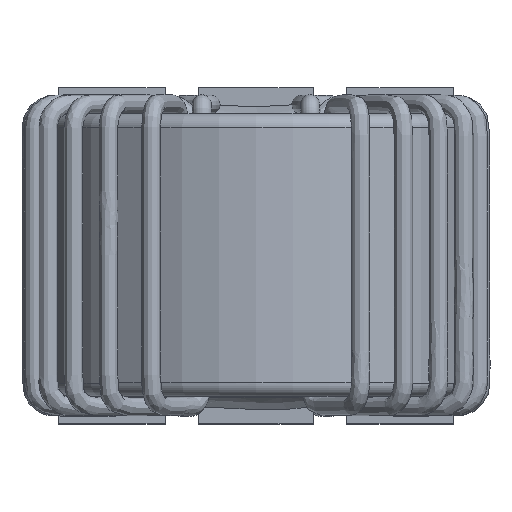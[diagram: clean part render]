
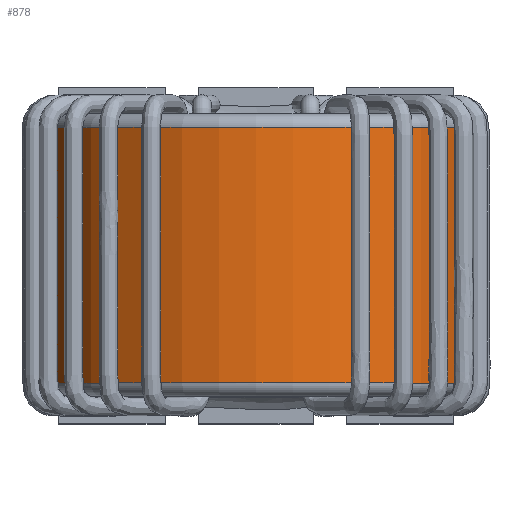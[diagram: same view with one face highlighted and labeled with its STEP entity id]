
A CAD part, top view. The second image highlights one B-rep face of the part: STEP entity #878.
In plain terms, the highlighted cylindrical face has radius 8 mm (diameter 16 mm), a full revolution.
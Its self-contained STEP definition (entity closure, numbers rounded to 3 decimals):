
#878 = ADVANCED_FACE( '', ( #1730, #1731 ), #1732, .T. );
#1730 = FACE_OUTER_BOUND( '', #56375, .T. );
#1731 = FACE_OUTER_BOUND( '', #56376, .T. );
#1732 = CYLINDRICAL_SURFACE( '', #56377, 8. );
#56375 = EDGE_LOOP( '', ( #82072 ) );
#56376 = EDGE_LOOP( '', ( #82073 ) );
#56377 = AXIS2_PLACEMENT_3D( '', #82074, #82075, #82076 );
#82072 = ORIENTED_EDGE( '', *, *, #82661, .T. );
#82073 = ORIENTED_EDGE( '', *, *, #83076, .T. );
#82074 = CARTESIAN_POINT( '', ( 0., -5.25, 6.65 ) );
#82075 = DIRECTION( '', ( 0., -1., 0. ) );
#82076 = DIRECTION( '', ( 0., 0., 1. ) );
#82661 = EDGE_CURVE( '', #83622, #83622, #83623, .F. );
#83076 = EDGE_CURVE( '', #84257, #84257, #84258, .T. );
#83622 = VERTEX_POINT( '', #85480 );
#83623 = CIRCLE( '', #85481, 8. );
#84257 = VERTEX_POINT( '', #87063 );
#84258 = CIRCLE( '', #87064, 8. );
#85480 = CARTESIAN_POINT( '', ( 0., 4.75, 14.65 ) );
#85481 = AXIS2_PLACEMENT_3D( '', #88062, #88063, #88064 );
#87063 = CARTESIAN_POINT( '', ( 0., -4.75, 14.65 ) );
#87064 = AXIS2_PLACEMENT_3D( '', #88529, #88530, #88531 );
#88062 = CARTESIAN_POINT( '', ( 0., 4.75, 6.65 ) );
#88063 = DIRECTION( '', ( 0., 1., 0. ) );
#88064 = DIRECTION( '', ( 0., 0., 1. ) );
#88529 = CARTESIAN_POINT( '', ( 0., -4.75, 6.65 ) );
#88530 = DIRECTION( '', ( 0., 1., 0. ) );
#88531 = DIRECTION( '', ( 0., 0., 1. ) );
